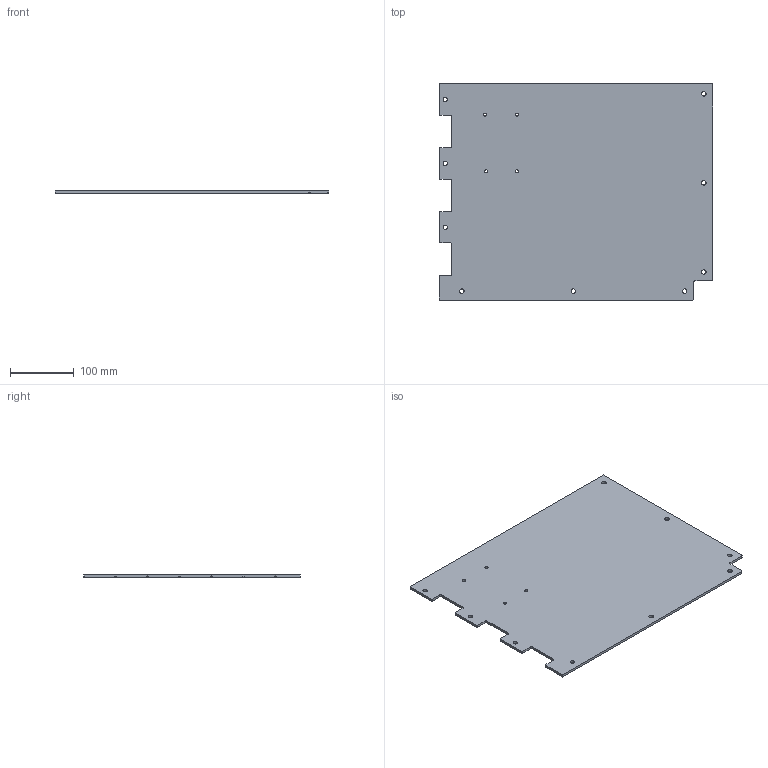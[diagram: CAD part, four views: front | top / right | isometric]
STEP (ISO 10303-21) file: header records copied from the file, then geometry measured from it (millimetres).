
FILE_DESCRIPTION(/* description */ (''),/* implementation_level */ '2;1');
FILE_NAME(/* name */ 'panel_idex_electronics_split_500_bottom_right.step',/* time_stamp */ '2023-07-25T11:56:08+01:00',/* author */ (''),/* organization */ (''),/* preprocessor_version */ 'ST-DEVELOPER v20',/* originating_system */ 'Autodesk Translation Framework v12.9.0.99',/* authorisation */ '');
FILE_SCHEMA (('AUTOMOTIVE_DESIGN { 1 0 10303 214 3 1 1 }'));
Length unit declared in the file: inch
Products named in the file (1): BR
Bounding box: 428.5 x 338.5 x 4 mm (x, y, z)
Volume: 562684.1 mm3; surface area: 288947.2 mm2
Topology: 1 solids, 1 shells, 49 faces, 141 edges, 94 vertices
Faces by surface type: cylinder 29, plane 20
Full cylindrical faces by diameter (mm): 4.8 x4, 7 x9
Entity records: 1720 total; most frequent: DIRECTION 299, CARTESIAN_POINT 285, ORIENTED_EDGE 282, EDGE_CURVE 141, AXIS2_PLACEMENT_3D 108, VERTEX_POINT 94, LINE 83, VECTOR 83
